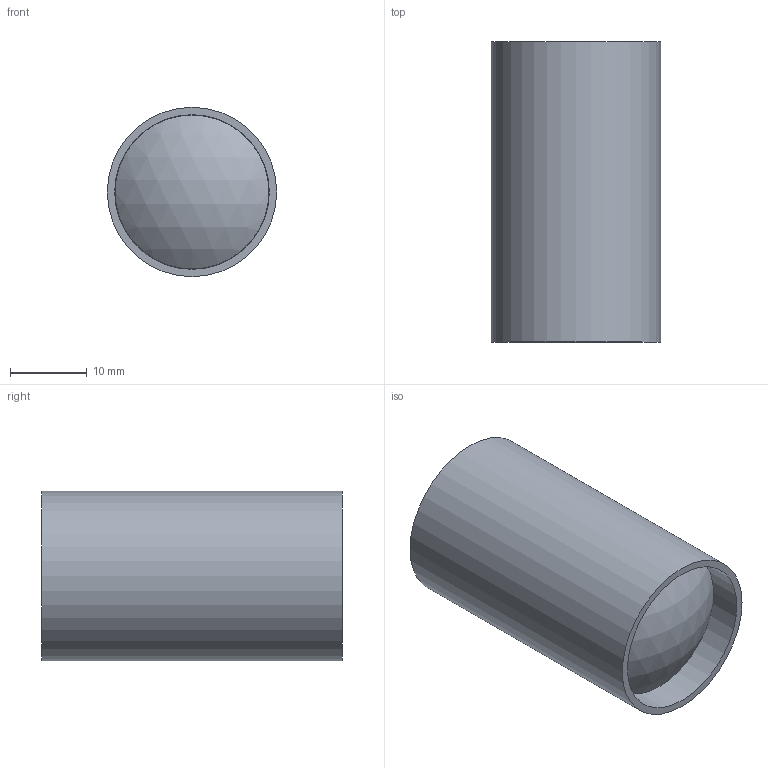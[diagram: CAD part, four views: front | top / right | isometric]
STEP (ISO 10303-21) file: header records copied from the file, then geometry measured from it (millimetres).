
FILE_DESCRIPTION(('STEP Model'),'2;1');
FILE_NAME('FOR-C2.0-50.stp','2012-01-30T12:37:23',(''),(''), 'CAD Exchanger 2.3.0 (www.cadexchanger.com)','CAD Exchanger 2.3.0', 'Unknown');
FILE_SCHEMA(('AUTOMOTIVE_DESIGN { 1 0 10303 214 1 1 1 1 }'));
Length unit declared in the file: millimetre
Products named in the file (2): Unspecified 4; Unspecified 5
Bounding box: 22 x 39 x 22 mm (x, y, z)
Volume: 6687.1 mm3; surface area: 6105.6 mm2
Topology: 2 solids, 2 shells, 12 faces, 19 edges, 14 vertices
Faces by surface type: plane 6, cylinder 5, sphere 1
Full cylindrical faces by diameter (mm): 6 x1, 19.5 x1, 19.99 x1, 20.1 x1, 22 x1
Entity records: 583 total; most frequent: CARTESIAN_POINT 168, DIRECTION 71, ORIENTED_EDGE 38, PCURVE 38, DEFINITIONAL_REPRESENTATION 38, AXIS2_PLACEMENT_3D 27, CIRCLE 21, EDGE_CURVE 19
